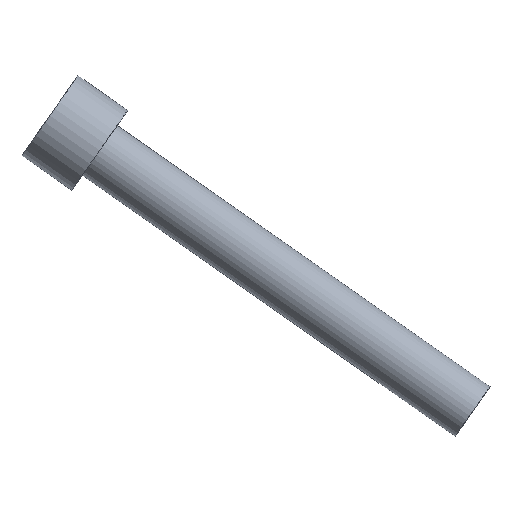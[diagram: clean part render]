
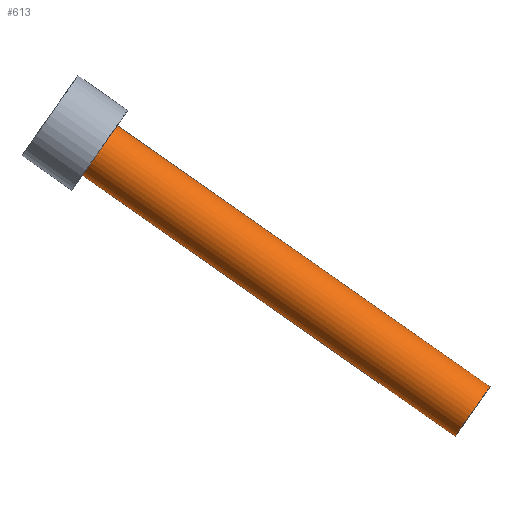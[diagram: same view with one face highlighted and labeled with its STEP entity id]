
A CAD part, front view. The second image highlights one B-rep face of the part: STEP entity #613.
In plain terms, the highlighted cylindrical face has radius 4 mm (diameter 8 mm), a full revolution.
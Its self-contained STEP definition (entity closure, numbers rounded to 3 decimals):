
#66 = PLANE('',#67);
#67 = AXIS2_PLACEMENT_3D('',#68,#69,#70);
#68 = CARTESIAN_POINT('',(917.289,0.,49.253));
#69 = DIRECTION('',(0.819,0.,-0.574));
#70 = DIRECTION('',(-0.574,0.,-0.819));
#286 = EDGE_CURVE('',#287,#287,#289,.T.);
#287 = VERTEX_POINT('',#288);
#288 = CARTESIAN_POINT('',(914.994,0.,45.976));
#289 = SURFACE_CURVE('',#290,(#295,#302),.PCURVE_S1.);
#290 = CIRCLE('',#291,4.);
#291 = AXIS2_PLACEMENT_3D('',#292,#293,#294);
#292 = CARTESIAN_POINT('',(917.289,0.,49.253));
#293 = DIRECTION('',(0.819,0.,-0.574));
#294 = DIRECTION('',(-0.574,0.,-0.819));
#295 = PCURVE('',#66,#296);
#296 = DEFINITIONAL_REPRESENTATION('',(#297),#301);
#297 = CIRCLE('',#298,4.);
#298 = AXIS2_PLACEMENT_2D('',#299,#300);
#299 = CARTESIAN_POINT('',(0.,0.));
#300 = DIRECTION('',(1.,0.));
#301 = ( GEOMETRIC_REPRESENTATION_CONTEXT(2) 
PARAMETRIC_REPRESENTATION_CONTEXT() REPRESENTATION_CONTEXT('2D SPACE',''
  ) );
#302 = PCURVE('',#303,#308);
#303 = CYLINDRICAL_SURFACE('',#304,4.);
#304 = AXIS2_PLACEMENT_3D('',#305,#306,#307);
#305 = CARTESIAN_POINT('',(917.289,0.,49.253));
#306 = DIRECTION('',(-0.819,-0.,0.574));
#307 = DIRECTION('',(-0.574,0.,-0.819));
#308 = DEFINITIONAL_REPRESENTATION('',(#309),#313);
#309 = LINE('',#310,#311);
#310 = CARTESIAN_POINT('',(-0.,0.));
#311 = VECTOR('',#312,1.);
#312 = DIRECTION('',(-1.,0.));
#313 = ( GEOMETRIC_REPRESENTATION_CONTEXT(2) 
PARAMETRIC_REPRESENTATION_CONTEXT() REPRESENTATION_CONTEXT('2D SPACE',''
  ) );
#613 = ADVANCED_FACE('',(#614),#303,.T.);
#614 = FACE_BOUND('',#615,.F.);
#615 = EDGE_LOOP('',(#616,#639,#666,#667));
#616 = ORIENTED_EDGE('',*,*,#617,.T.);
#617 = EDGE_CURVE('',#287,#618,#620,.T.);
#618 = VERTEX_POINT('',#619);
#619 = CARTESIAN_POINT('',(964.144,0.,11.561));
#620 = SEAM_CURVE('',#621,(#625,#632),.PCURVE_S1.);
#621 = LINE('',#622,#623);
#622 = CARTESIAN_POINT('',(914.994,0.,45.976));
#623 = VECTOR('',#624,1.);
#624 = DIRECTION('',(0.819,0.,-0.574));
#625 = PCURVE('',#303,#626);
#626 = DEFINITIONAL_REPRESENTATION('',(#627),#631);
#627 = LINE('',#628,#629);
#628 = CARTESIAN_POINT('',(-0.,0.));
#629 = VECTOR('',#630,1.);
#630 = DIRECTION('',(-0.,-1.));
#631 = ( GEOMETRIC_REPRESENTATION_CONTEXT(2) 
PARAMETRIC_REPRESENTATION_CONTEXT() REPRESENTATION_CONTEXT('2D SPACE',''
  ) );
#632 = PCURVE('',#303,#633);
#633 = DEFINITIONAL_REPRESENTATION('',(#634),#638);
#634 = LINE('',#635,#636);
#635 = CARTESIAN_POINT('',(-6.283,0.));
#636 = VECTOR('',#637,1.);
#637 = DIRECTION('',(-0.,-1.));
#638 = ( GEOMETRIC_REPRESENTATION_CONTEXT(2) 
PARAMETRIC_REPRESENTATION_CONTEXT() REPRESENTATION_CONTEXT('2D SPACE',''
  ) );
#639 = ORIENTED_EDGE('',*,*,#640,.T.);
#640 = EDGE_CURVE('',#618,#618,#641,.T.);
#641 = SURFACE_CURVE('',#642,(#647,#654),.PCURVE_S1.);
#642 = CIRCLE('',#643,4.);
#643 = AXIS2_PLACEMENT_3D('',#644,#645,#646);
#644 = CARTESIAN_POINT('',(966.438,0.,14.838));
#645 = DIRECTION('',(0.819,0.,-0.574));
#646 = DIRECTION('',(-0.574,0.,-0.819));
#647 = PCURVE('',#303,#648);
#648 = DEFINITIONAL_REPRESENTATION('',(#649),#653);
#649 = LINE('',#650,#651);
#650 = CARTESIAN_POINT('',(-0.,-60.));
#651 = VECTOR('',#652,1.);
#652 = DIRECTION('',(-1.,0.));
#653 = ( GEOMETRIC_REPRESENTATION_CONTEXT(2) 
PARAMETRIC_REPRESENTATION_CONTEXT() REPRESENTATION_CONTEXT('2D SPACE',''
  ) );
#654 = PCURVE('',#655,#660);
#655 = PLANE('',#656);
#656 = AXIS2_PLACEMENT_3D('',#657,#658,#659);
#657 = CARTESIAN_POINT('',(966.438,0.,14.838));
#658 = DIRECTION('',(0.819,0.,-0.574));
#659 = DIRECTION('',(-0.574,0.,-0.819));
#660 = DEFINITIONAL_REPRESENTATION('',(#661),#665);
#661 = CIRCLE('',#662,4.);
#662 = AXIS2_PLACEMENT_2D('',#663,#664);
#663 = CARTESIAN_POINT('',(0.,0.));
#664 = DIRECTION('',(1.,0.));
#665 = ( GEOMETRIC_REPRESENTATION_CONTEXT(2) 
PARAMETRIC_REPRESENTATION_CONTEXT() REPRESENTATION_CONTEXT('2D SPACE',''
  ) );
#666 = ORIENTED_EDGE('',*,*,#617,.F.);
#667 = ORIENTED_EDGE('',*,*,#286,.F.);
